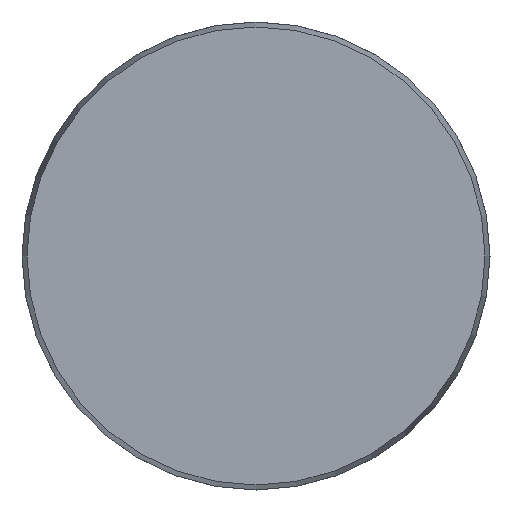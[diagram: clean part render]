
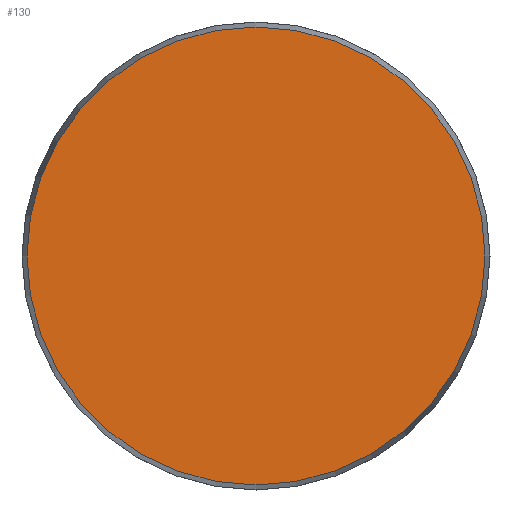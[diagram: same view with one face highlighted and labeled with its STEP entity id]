
A CAD part, front view. The second image highlights one B-rep face of the part: STEP entity #130.
In plain terms, the highlighted planar face has unit normal (0, -1, 0).
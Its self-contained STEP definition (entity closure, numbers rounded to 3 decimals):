
#8 = EDGE_LOOP ( 'NONE', ( #521 ) ) ;
#14 = CARTESIAN_POINT ( 'NONE',  ( 0., 0., 0. ) ) ;
#130 = ADVANCED_FACE ( 'NONE', ( #237 ), #241, .F. ) ;
#231 = AXIS2_PLACEMENT_3D ( 'NONE', #311, #487, #285 ) ;
#237 = FACE_OUTER_BOUND ( 'NONE', #8, .T. ) ;
#241 = PLANE ( 'NONE',  #231 ) ;
#253 = VERTEX_POINT ( 'NONE', #692 ) ;
#285 = DIRECTION ( 'NONE',  ( 0., 0., 1. ) ) ;
#311 = CARTESIAN_POINT ( 'NONE',  ( -39.143, 0., 0. ) ) ;
#312 = CIRCLE ( 'NONE', #510, 39.143 ) ;
#373 = DIRECTION ( 'NONE',  ( 0., 0., -1. ) ) ;
#399 = EDGE_CURVE ( 'NONE', #253, #253, #312, .T. ) ;
#487 = DIRECTION ( 'NONE',  ( 0., 1., 0. ) ) ;
#510 = AXIS2_PLACEMENT_3D ( 'NONE', #14, #775, #373 ) ;
#521 = ORIENTED_EDGE ( 'NONE', *, *, #399, .T. ) ;
#692 = CARTESIAN_POINT ( 'NONE',  ( 0., 0., -39.143 ) ) ;
#775 = DIRECTION ( 'NONE',  ( 0., -1., 0. ) ) ;
